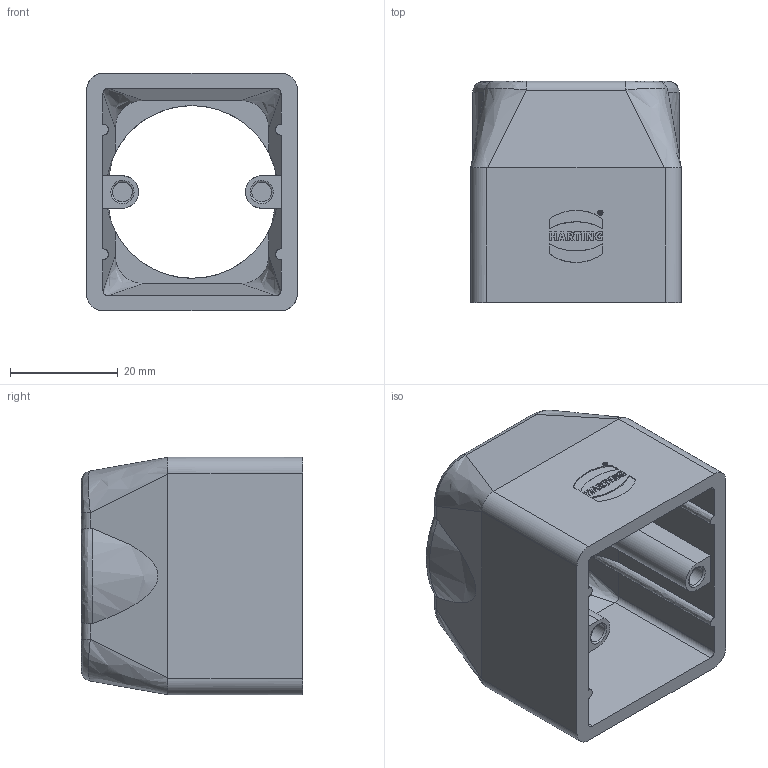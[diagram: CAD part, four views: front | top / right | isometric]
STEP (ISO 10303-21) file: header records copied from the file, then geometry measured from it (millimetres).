
FILE_DESCRIPTION(( 'HARTING HARTING HARTING HARTING HARTING HARTING HARTING HARTING HARTING', 'This Document is valid for Parts No. 19 14 002 0402'),'2;1');
FILE_NAME('MD_19140020402_R411784.stp', '2007-05-08T15:38:51',('ITIS-3'),('HARTING KGaA, D-32339 Espelkamp'), 'I-DEAS Master Series 10','HP-UNIX','Yes');
FILE_SCHEMA(('AUTOMOTIVE_DESIGN { 1 0 10303 214 1 1 1 1 }'));
Length unit declared in the file: millimetre
Products named in the file (1): Han 2Mod-gg-M32
Bounding box: 39 x 41 x 44 mm (x, y, z)
Volume: 19438.4 mm3; surface area: 14062 mm2
Topology: 1 solids, 1 shells, 185 faces, 488 edges, 322 vertices
Faces by surface type: bspline 185
Entity records: 6174 total; most frequent: CARTESIAN_POINT 2883, ORIENTED_EDGE 976, EDGE_CURVE 488, VERTEX_POINT 322, OVER_RIDING_STYLED_ITEM 313, B_SPLINE_CURVE_WITH_KNOTS 279, EDGE_LOOP 204, FACE_OUTER_BOUND 185
